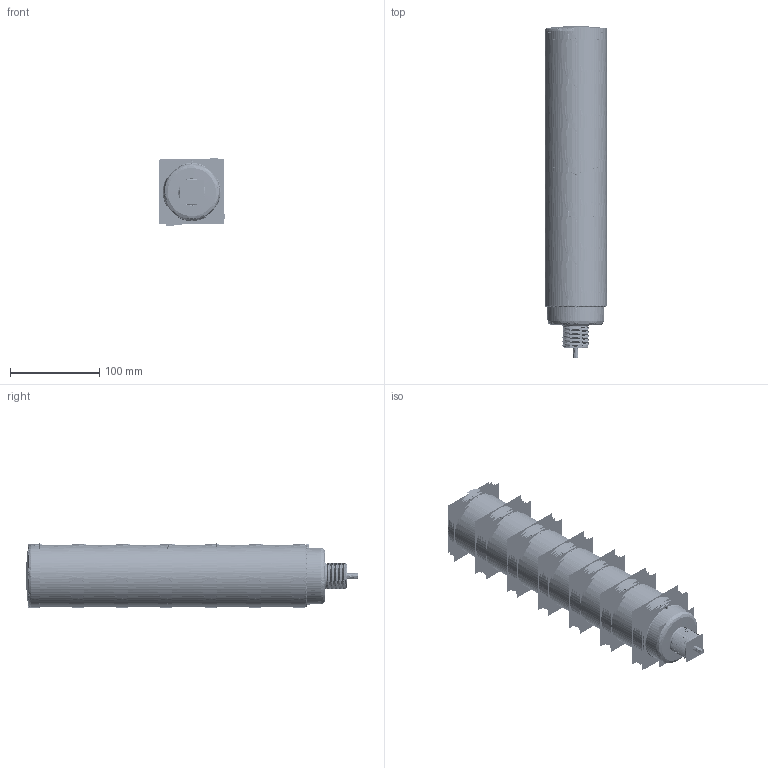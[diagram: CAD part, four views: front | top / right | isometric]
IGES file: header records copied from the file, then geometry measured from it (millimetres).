
Start section:  PTC IGES file: 209698.igs
Global section: file name: 209698.igs; native system: Creo Parametric by PTC Inc.; preprocessor: 2018300; author: pdmadmin; organization: Unknown; date: 20190509.100647; units: millimetre
Bounding box: 74.3 x 372.8 x 77.3 mm (x, y, z)
Volume: 339820.2 mm3; surface area: 2070898.6 mm2
Topology: 16 solids, 23 shells, 8336 faces, 40825 edges, 50907 vertices
Faces by surface type: revolution 4224, bspline 4112
